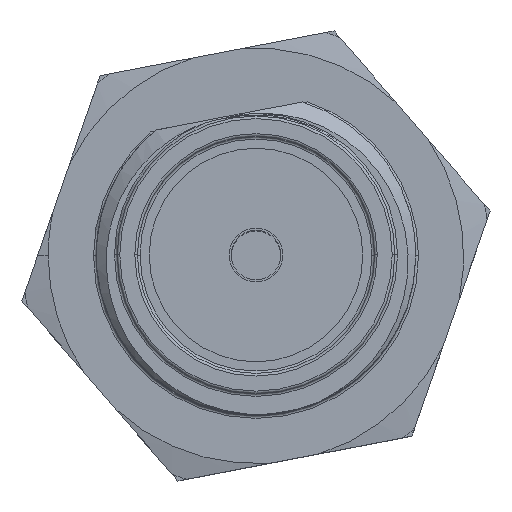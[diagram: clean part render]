
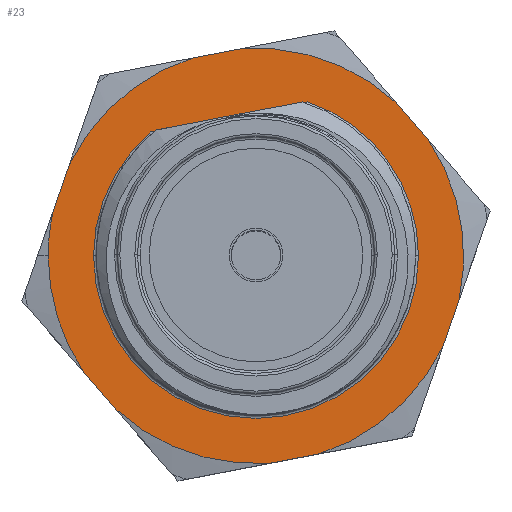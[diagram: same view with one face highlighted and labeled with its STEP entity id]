
A CAD part, top view. The second image highlights one B-rep face of the part: STEP entity #23.
In plain terms, the highlighted planar face has unit normal (0, 0, 1).
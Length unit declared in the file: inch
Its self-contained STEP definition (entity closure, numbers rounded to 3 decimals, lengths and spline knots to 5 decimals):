
#23 = ADVANCED_FACE ( 'NONE', ( #8317, #6906 ), #6972, .F. ) ;
#85 = CIRCLE ( 'NONE', #4756, 0.1586 ) ;
#107 = CARTESIAN_POINT ( 'NONE',  ( -0.08019, 0.09458, -0.457 ) ) ;
#170 = DIRECTION ( 'NONE',  ( -1., 0., 0. ) ) ;
#295 = DIRECTION ( 'NONE',  ( 0.982, 0.189, 0. ) ) ;
#335 = ORIENTED_EDGE ( 'NONE', *, *, #1695, .T. ) ;
#388 = EDGE_CURVE ( 'NONE', #6598, #1146, #6272, .T. ) ;
#392 = ORIENTED_EDGE ( 'NONE', *, *, #8539, .F. ) ;
#449 = VERTEX_POINT ( 'NONE', #5145 ) ;
#505 = LINE ( 'NONE', #4851, #1896 ) ;
#548 = ORIENTED_EDGE ( 'NONE', *, *, #7452, .F. ) ;
#644 = DIRECTION ( 'NONE',  ( -1., 0., 0. ) ) ;
#654 = DIRECTION ( 'NONE',  ( 0., 0., -1. ) ) ;
#678 = LINE ( 'NONE', #4390, #8618 ) ;
#758 = VERTEX_POINT ( 'NONE', #5422 ) ;
#764 = EDGE_CURVE ( 'NONE', #4499, #7878, #9146, .T. ) ;
#803 = DIRECTION ( 'NONE',  ( 0., 0., -1. ) ) ;
#1086 = CARTESIAN_POINT ( 'NONE',  ( 0., 0., -0.457 ) ) ;
#1090 = DIRECTION ( 'NONE',  ( 0.328, 0.945, 0. ) ) ;
#1146 = VERTEX_POINT ( 'NONE', #107 ) ;
#1313 = EDGE_CURVE ( 'NONE', #7265, #6946, #9310, .T. ) ;
#1426 = EDGE_CURVE ( 'NONE', #1478, #1672, #678, .T. ) ;
#1478 = VERTEX_POINT ( 'NONE', #2331 ) ;
#1490 = AXIS2_PLACEMENT_3D ( 'NONE', #6704, #3438, #170 ) ;
#1643 = DIRECTION ( 'NONE',  ( 0., 0., -1. ) ) ;
#1660 = CIRCLE ( 'NONE', #1490, 0.124 ) ;
#1672 = VERTEX_POINT ( 'NONE', #1868 ) ;
#1695 = EDGE_CURVE ( 'NONE', #6946, #6598, #1660, .T. ) ;
#1746 = CARTESIAN_POINT ( 'NONE',  ( -0.15492, 0.03397, -0.457 ) ) ;
#1834 = DIRECTION ( 'NONE',  ( -1., 0., 0. ) ) ;
#1868 = CARTESIAN_POINT ( 'NONE',  ( 0.01134, -0.1582, -0.457 ) ) ;
#1871 = EDGE_CURVE ( 'NONE', #6029, #7838, #6910, .T. ) ;
#1896 = VECTOR ( 'NONE', #1090, 39.37008 ) ;
#1903 = ORIENTED_EDGE ( 'NONE', *, *, #4035, .F. ) ;
#1938 = CARTESIAN_POINT ( 'NONE',  ( 0.15492, -0.03397, -0.457 ) ) ;
#1989 = CIRCLE ( 'NONE', #4883, 0.1586 ) ;
#2068 = DIRECTION ( 'NONE',  ( 0., 0., -1. ) ) ;
#2106 = CARTESIAN_POINT ( 'NONE',  ( 0., 0., -0.457 ) ) ;
#2212 = DIRECTION ( 'NONE',  ( 0., 0., -1. ) ) ;
#2295 = LINE ( 'NONE', #8559, #8975 ) ;
#2331 = CARTESIAN_POINT ( 'NONE',  ( 0.04804, -0.15115, -0.457 ) ) ;
#2506 = CARTESIAN_POINT ( 'NONE',  ( 0., 0., -0.457 ) ) ;
#2538 = EDGE_LOOP ( 'NONE', ( #5121, #8480, #7400, #548, #1903, #4471, #9555, #6462, #392, #6790, #3707, #8847, #3588 ) ) ;
#2891 = CIRCLE ( 'NONE', #6321, 0.1586 ) ;
#2947 = EDGE_CURVE ( 'NONE', #8608, #449, #6556, .T. ) ;
#2966 = DIRECTION ( 'NONE',  ( 0., 0., -1. ) ) ;
#3005 = DIRECTION ( 'NONE',  ( 0., 0., -1. ) ) ;
#3194 = CARTESIAN_POINT ( 'NONE',  ( 0.14267, -0.06928, -0.457 ) ) ;
#3335 = DIRECTION ( 'NONE',  ( 0.654, -0.756, 0. ) ) ;
#3438 = DIRECTION ( 'NONE',  ( 0., 0., -1. ) ) ;
#3588 = ORIENTED_EDGE ( 'NONE', *, *, #7736, .F. ) ;
#3650 = CARTESIAN_POINT ( 'NONE',  ( 0., 0., -0.457 ) ) ;
#3679 = DIRECTION ( 'NONE',  ( -1., 0., 0. ) ) ;
#3707 = ORIENTED_EDGE ( 'NONE', *, *, #1871, .F. ) ;
#3764 = EDGE_LOOP ( 'NONE', ( #7228, #6404, #335, #5732 ) ) ;
#3786 = LINE ( 'NONE', #7800, #4373 ) ;
#3841 = DIRECTION ( 'NONE',  ( -1., 0., 0. ) ) ;
#4035 = EDGE_CURVE ( 'NONE', #449, #6612, #4952, .T. ) ;
#4128 = DIRECTION ( 'NONE',  ( 0., 0., -1. ) ) ;
#4190 = CARTESIAN_POINT ( 'NONE',  ( 0.03947, 0.11755, -0.457 ) ) ;
#4209 = VERTEX_POINT ( 'NONE', #3194 ) ;
#4239 = CARTESIAN_POINT ( 'NONE',  ( 0., 0., -0.457 ) ) ;
#4373 = VECTOR ( 'NONE', #3335, 39.37008 ) ;
#4390 = CARTESIAN_POINT ( 'NONE',  ( 0.11899, -0.13753, -0.457 ) ) ;
#4471 = ORIENTED_EDGE ( 'NONE', *, *, #2947, .F. ) ;
#4499 = VERTEX_POINT ( 'NONE', #6372 ) ;
#4749 = CARTESIAN_POINT ( 'NONE',  ( -0.10688, -0.11718, -0.457 ) ) ;
#4756 = AXIS2_PLACEMENT_3D ( 'NONE', #5307, #803, #6067 ) ;
#4838 = CIRCLE ( 'NONE', #6861, 0.1586 ) ;
#4846 = EDGE_CURVE ( 'NONE', #7838, #4209, #2295, .T. ) ;
#4851 = CARTESIAN_POINT ( 'NONE',  ( -0.1786, -0.03428, -0.457 ) ) ;
#4883 = AXIS2_PLACEMENT_3D ( 'NONE', #6743, #2212, #7472 ) ;
#4952 = CIRCLE ( 'NONE', #6234, 0.1586 ) ;
#5052 = AXIS2_PLACEMENT_3D ( 'NONE', #4239, #4128, #3679 ) ;
#5121 = ORIENTED_EDGE ( 'NONE', *, *, #764, .F. ) ;
#5145 = CARTESIAN_POINT ( 'NONE',  ( -0.13134, -0.08892, -0.457 ) ) ;
#5160 = CARTESIAN_POINT ( 'NONE',  ( 0., 0., -0.457 ) ) ;
#5307 = CARTESIAN_POINT ( 'NONE',  ( 0., 0., -0.457 ) ) ;
#5422 = CARTESIAN_POINT ( 'NONE',  ( 0.10688, 0.11718, -0.457 ) ) ;
#5475 = CARTESIAN_POINT ( 'NONE',  ( 0.13134, 0.08892, -0.457 ) ) ;
#5659 = CARTESIAN_POINT ( 'NONE',  ( 0., 0., -0.457 ) ) ;
#5671 = DIRECTION ( 'NONE',  ( -0.328, -0.945, 0. ) ) ;
#5682 = DIRECTION ( 'NONE',  ( -1., 0., 0. ) ) ;
#5732 = ORIENTED_EDGE ( 'NONE', *, *, #388, .T. ) ;
#5892 = DIRECTION ( 'NONE',  ( -0.654, 0.756, 0. ) ) ;
#5915 = DIRECTION ( 'NONE',  ( -1., 0., 0. ) ) ;
#6029 = VERTEX_POINT ( 'NONE', #5475 ) ;
#6067 = DIRECTION ( 'NONE',  ( -1., 0., 0. ) ) ;
#6111 = CARTESIAN_POINT ( 'NONE',  ( -0.14267, 0.06928, -0.457 ) ) ;
#6147 = EDGE_CURVE ( 'NONE', #7684, #8503, #505, .T. ) ;
#6177 = CARTESIAN_POINT ( 'NONE',  ( 0., 0., -0.457 ) ) ;
#6217 = VECTOR ( 'NONE', #295, 39.37008 ) ;
#6234 = AXIS2_PLACEMENT_3D ( 'NONE', #2106, #3005, #644 ) ;
#6272 = CIRCLE ( 'NONE', #6662, 0.124 ) ;
#6294 = CARTESIAN_POINT ( 'NONE',  ( -0.02036, 0.10606, -0.457 ) ) ;
#6321 = AXIS2_PLACEMENT_3D ( 'NONE', #5160, #654, #5915 ) ;
#6359 = DIRECTION ( 'NONE',  ( 0., 0., -1. ) ) ;
#6372 = CARTESIAN_POINT ( 'NONE',  ( -0.04804, 0.15115, -0.457 ) ) ;
#6404 = ORIENTED_EDGE ( 'NONE', *, *, #1313, .T. ) ;
#6433 = LINE ( 'NONE', #6294, #6217 ) ;
#6462 = ORIENTED_EDGE ( 'NONE', *, *, #1426, .F. ) ;
#6465 = AXIS2_PLACEMENT_3D ( 'NONE', #6177, #1643, #6927 ) ;
#6544 = AXIS2_PLACEMENT_3D ( 'NONE', #2506, #8232, #5682 ) ;
#6556 = LINE ( 'NONE', #7890, #6672 ) ;
#6580 = EDGE_CURVE ( 'NONE', #758, #6029, #3786, .T. ) ;
#6598 = VERTEX_POINT ( 'NONE', #8535 ) ;
#6612 = VERTEX_POINT ( 'NONE', #6741 ) ;
#6662 = AXIS2_PLACEMENT_3D ( 'NONE', #5659, #2966, #9658 ) ;
#6672 = VECTOR ( 'NONE', #5892, 39.37008 ) ;
#6704 = CARTESIAN_POINT ( 'NONE',  ( 0., 0., -0.457 ) ) ;
#6741 = CARTESIAN_POINT ( 'NONE',  ( -0.1586, 0., -0.457 ) ) ;
#6743 = CARTESIAN_POINT ( 'NONE',  ( 0., 0., -0.457 ) ) ;
#6790 = ORIENTED_EDGE ( 'NONE', *, *, #4846, .F. ) ;
#6861 = AXIS2_PLACEMENT_3D ( 'NONE', #1086, #6359, #1834 ) ;
#6906 = FACE_OUTER_BOUND ( 'NONE', #2538, .T. ) ;
#6910 = CIRCLE ( 'NONE', #6544, 0.1586 ) ;
#6927 = DIRECTION ( 'NONE',  ( -1., 0., 0. ) ) ;
#6941 = CIRCLE ( 'NONE', #6465, 0.1586 ) ;
#6946 = VERTEX_POINT ( 'NONE', #8942 ) ;
#6972 = PLANE ( 'NONE',  #5052 ) ;
#7106 = DIRECTION ( 'NONE',  ( 0.982, 0.189, 0. ) ) ;
#7228 = ORIENTED_EDGE ( 'NONE', *, *, #9360, .T. ) ;
#7265 = VERTEX_POINT ( 'NONE', #4190 ) ;
#7400 = ORIENTED_EDGE ( 'NONE', *, *, #6147, .F. ) ;
#7452 = EDGE_CURVE ( 'NONE', #6612, #7684, #1989, .T. ) ;
#7472 = DIRECTION ( 'NONE',  ( -1., 0., 0. ) ) ;
#7499 = EDGE_CURVE ( 'NONE', #8503, #4499, #85, .T. ) ;
#7583 = CARTESIAN_POINT ( 'NONE',  ( -0.01134, 0.1582, -0.457 ) ) ;
#7684 = VERTEX_POINT ( 'NONE', #1746 ) ;
#7736 = EDGE_CURVE ( 'NONE', #7878, #758, #4838, .T. ) ;
#7800 = CARTESIAN_POINT ( 'NONE',  ( 0.05961, 0.17182, -0.457 ) ) ;
#7838 = VERTEX_POINT ( 'NONE', #1938 ) ;
#7878 = VERTEX_POINT ( 'NONE', #7583 ) ;
#7890 = CARTESIAN_POINT ( 'NONE',  ( -0.05961, -0.17182, -0.457 ) ) ;
#8050 = DIRECTION ( 'NONE',  ( -0.982, -0.189, 0. ) ) ;
#8123 = EDGE_CURVE ( 'NONE', #1672, #8608, #2891, .T. ) ;
#8232 = DIRECTION ( 'NONE',  ( 0., 0., -1. ) ) ;
#8317 = FACE_BOUND ( 'NONE', #3764, .T. ) ;
#8429 = CARTESIAN_POINT ( 'NONE',  ( -0.11899, 0.13753, -0.457 ) ) ;
#8480 = ORIENTED_EDGE ( 'NONE', *, *, #7499, .F. ) ;
#8503 = VERTEX_POINT ( 'NONE', #6111 ) ;
#8535 = CARTESIAN_POINT ( 'NONE',  ( -0.124, 0., -0.457 ) ) ;
#8539 = EDGE_CURVE ( 'NONE', #4209, #1478, #6941, .T. ) ;
#8559 = CARTESIAN_POINT ( 'NONE',  ( 0.1786, 0.03428, -0.457 ) ) ;
#8608 = VERTEX_POINT ( 'NONE', #4749 ) ;
#8618 = VECTOR ( 'NONE', #8050, 39.37008 ) ;
#8709 = VECTOR ( 'NONE', #7106, 39.37008 ) ;
#8847 = ORIENTED_EDGE ( 'NONE', *, *, #6580, .F. ) ;
#8942 = CARTESIAN_POINT ( 'NONE',  ( 0.124, 0., -0.457 ) ) ;
#8975 = VECTOR ( 'NONE', #5671, 39.37008 ) ;
#9146 = LINE ( 'NONE', #8429, #8709 ) ;
#9248 = AXIS2_PLACEMENT_3D ( 'NONE', #3650, #2068, #3841 ) ;
#9310 = CIRCLE ( 'NONE', #9248, 0.124 ) ;
#9360 = EDGE_CURVE ( 'NONE', #1146, #7265, #6433, .T. ) ;
#9555 = ORIENTED_EDGE ( 'NONE', *, *, #8123, .F. ) ;
#9658 = DIRECTION ( 'NONE',  ( -1., 0., 0. ) ) ;
